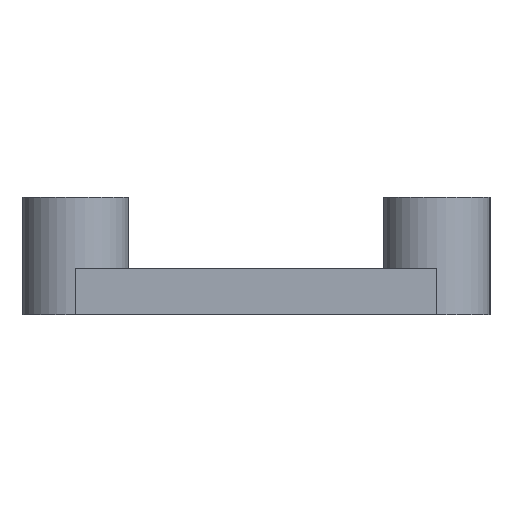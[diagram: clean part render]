
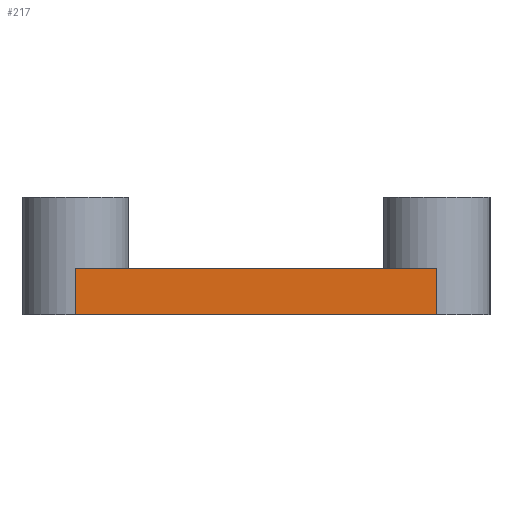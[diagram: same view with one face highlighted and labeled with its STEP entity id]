
A CAD part, left-side view. The second image highlights one B-rep face of the part: STEP entity #217.
In plain terms, the highlighted planar face has unit normal (-1, 0, 0).
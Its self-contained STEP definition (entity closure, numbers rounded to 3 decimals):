
#21 = EDGE_CURVE('',#22,#24,#26,.T.);
#22 = VERTEX_POINT('',#23);
#23 = CARTESIAN_POINT('',(-40.52,10.16,0.));
#24 = VERTEX_POINT('',#25);
#25 = CARTESIAN_POINT('',(-40.52,10.16,2.6));
#26 = SURFACE_CURVE('',#27,(#31,#43),.PCURVE_S1.);
#27 = LINE('',#28,#29);
#28 = CARTESIAN_POINT('',(-40.52,10.16,0.));
#29 = VECTOR('',#30,1.);
#30 = DIRECTION('',(0.,0.,1.));
#31 = PCURVE('',#32,#37);
#32 = CYLINDRICAL_SURFACE('',#33,3.);
#33 = AXIS2_PLACEMENT_3D('',#34,#35,#36);
#34 = CARTESIAN_POINT('',(-37.52,10.16,0.));
#35 = DIRECTION('',(-0.,-0.,-1.));
#36 = DIRECTION('',(1.,0.,0.));
#37 = DEFINITIONAL_REPRESENTATION('',(#38),#42);
#38 = LINE('',#39,#40);
#39 = CARTESIAN_POINT('',(-3.142,0.));
#40 = VECTOR('',#41,1.);
#41 = DIRECTION('',(-0.,-1.));
#42 = ( GEOMETRIC_REPRESENTATION_CONTEXT(2) 
PARAMETRIC_REPRESENTATION_CONTEXT() REPRESENTATION_CONTEXT('2D SPACE',''
  ) );
#43 = PCURVE('',#44,#49);
#44 = PLANE('',#45);
#45 = AXIS2_PLACEMENT_3D('',#46,#47,#48);
#46 = CARTESIAN_POINT('',(-40.52,0.,1.3));
#47 = DIRECTION('',(-1.,-0.,-0.));
#48 = DIRECTION('',(0.,0.,-1.));
#49 = DEFINITIONAL_REPRESENTATION('',(#50),#54);
#50 = LINE('',#51,#52);
#51 = CARTESIAN_POINT('',(1.3,-10.16));
#52 = VECTOR('',#53,1.);
#53 = DIRECTION('',(-1.,0.));
#54 = ( GEOMETRIC_REPRESENTATION_CONTEXT(2) 
PARAMETRIC_REPRESENTATION_CONTEXT() REPRESENTATION_CONTEXT('2D SPACE',''
  ) );
#73 = PLANE('',#74);
#74 = AXIS2_PLACEMENT_3D('',#75,#76,#77);
#75 = CARTESIAN_POINT('',(0.,0.,0.));
#76 = DIRECTION('',(-0.,-0.,-1.));
#77 = DIRECTION('',(-1.,0.,0.));
#134 = PLANE('',#135);
#135 = AXIS2_PLACEMENT_3D('',#136,#137,#138);
#136 = CARTESIAN_POINT('',(0.,0.,2.6));
#137 = DIRECTION('',(0.,0.,1.));
#138 = DIRECTION('',(0.,1.,0.));
#217 = ADVANCED_FACE('',(#218),#44,.T.);
#218 = FACE_BOUND('',#219,.T.);
#219 = EDGE_LOOP('',(#220,#221,#244,#272));
#220 = ORIENTED_EDGE('',*,*,#21,.F.);
#221 = ORIENTED_EDGE('',*,*,#222,.T.);
#222 = EDGE_CURVE('',#22,#223,#225,.T.);
#223 = VERTEX_POINT('',#224);
#224 = CARTESIAN_POINT('',(-40.52,-10.16,0.));
#225 = SURFACE_CURVE('',#226,(#230,#237),.PCURVE_S1.);
#226 = LINE('',#227,#228);
#227 = CARTESIAN_POINT('',(-40.52,0.,0.));
#228 = VECTOR('',#229,1.);
#229 = DIRECTION('',(-0.,-1.,-0.));
#230 = PCURVE('',#44,#231);
#231 = DEFINITIONAL_REPRESENTATION('',(#232),#236);
#232 = LINE('',#233,#234);
#233 = CARTESIAN_POINT('',(1.3,0.));
#234 = VECTOR('',#235,1.);
#235 = DIRECTION('',(0.,1.));
#236 = ( GEOMETRIC_REPRESENTATION_CONTEXT(2) 
PARAMETRIC_REPRESENTATION_CONTEXT() REPRESENTATION_CONTEXT('2D SPACE',''
  ) );
#237 = PCURVE('',#73,#238);
#238 = DEFINITIONAL_REPRESENTATION('',(#239),#243);
#239 = LINE('',#240,#241);
#240 = CARTESIAN_POINT('',(40.52,0.));
#241 = VECTOR('',#242,1.);
#242 = DIRECTION('',(0.,-1.));
#243 = ( GEOMETRIC_REPRESENTATION_CONTEXT(2) 
PARAMETRIC_REPRESENTATION_CONTEXT() REPRESENTATION_CONTEXT('2D SPACE',''
  ) );
#244 = ORIENTED_EDGE('',*,*,#245,.T.);
#245 = EDGE_CURVE('',#223,#246,#248,.T.);
#246 = VERTEX_POINT('',#247);
#247 = CARTESIAN_POINT('',(-40.52,-10.16,2.6));
#248 = SURFACE_CURVE('',#249,(#253,#260),.PCURVE_S1.);
#249 = LINE('',#250,#251);
#250 = CARTESIAN_POINT('',(-40.52,-10.16,0.));
#251 = VECTOR('',#252,1.);
#252 = DIRECTION('',(0.,0.,1.));
#253 = PCURVE('',#44,#254);
#254 = DEFINITIONAL_REPRESENTATION('',(#255),#259);
#255 = LINE('',#256,#257);
#256 = CARTESIAN_POINT('',(1.3,10.16));
#257 = VECTOR('',#258,1.);
#258 = DIRECTION('',(-1.,0.));
#259 = ( GEOMETRIC_REPRESENTATION_CONTEXT(2) 
PARAMETRIC_REPRESENTATION_CONTEXT() REPRESENTATION_CONTEXT('2D SPACE',''
  ) );
#260 = PCURVE('',#261,#266);
#261 = CYLINDRICAL_SURFACE('',#262,3.);
#262 = AXIS2_PLACEMENT_3D('',#263,#264,#265);
#263 = CARTESIAN_POINT('',(-37.52,-10.16,0.));
#264 = DIRECTION('',(0.,0.,-1.));
#265 = DIRECTION('',(1.,0.,0.));
#266 = DEFINITIONAL_REPRESENTATION('',(#267),#271);
#267 = LINE('',#268,#269);
#268 = CARTESIAN_POINT('',(3.142,0.));
#269 = VECTOR('',#270,1.);
#270 = DIRECTION('',(0.,-1.));
#271 = ( GEOMETRIC_REPRESENTATION_CONTEXT(2) 
PARAMETRIC_REPRESENTATION_CONTEXT() REPRESENTATION_CONTEXT('2D SPACE',''
  ) );
#272 = ORIENTED_EDGE('',*,*,#273,.F.);
#273 = EDGE_CURVE('',#24,#246,#274,.T.);
#274 = SURFACE_CURVE('',#275,(#279,#286),.PCURVE_S1.);
#275 = LINE('',#276,#277);
#276 = CARTESIAN_POINT('',(-40.52,0.,2.6));
#277 = VECTOR('',#278,1.);
#278 = DIRECTION('',(-0.,-1.,-0.));
#279 = PCURVE('',#44,#280);
#280 = DEFINITIONAL_REPRESENTATION('',(#281),#285);
#281 = LINE('',#282,#283);
#282 = CARTESIAN_POINT('',(-1.3,0.));
#283 = VECTOR('',#284,1.);
#284 = DIRECTION('',(0.,1.));
#285 = ( GEOMETRIC_REPRESENTATION_CONTEXT(2) 
PARAMETRIC_REPRESENTATION_CONTEXT() REPRESENTATION_CONTEXT('2D SPACE',''
  ) );
#286 = PCURVE('',#134,#287);
#287 = DEFINITIONAL_REPRESENTATION('',(#288),#292);
#288 = LINE('',#289,#290);
#289 = CARTESIAN_POINT('',(0.,40.52));
#290 = VECTOR('',#291,1.);
#291 = DIRECTION('',(-1.,0.));
#292 = ( GEOMETRIC_REPRESENTATION_CONTEXT(2) 
PARAMETRIC_REPRESENTATION_CONTEXT() REPRESENTATION_CONTEXT('2D SPACE',''
  ) );
